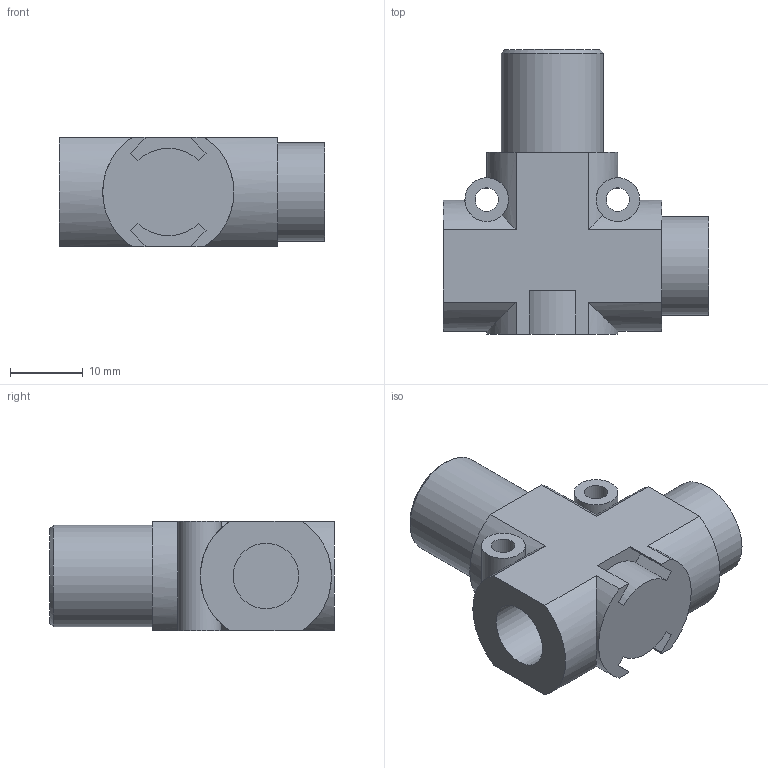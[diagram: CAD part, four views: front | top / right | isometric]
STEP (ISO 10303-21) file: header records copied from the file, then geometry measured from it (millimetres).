
FILE_DESCRIPTION( ( 'Unknown' ), '1' );
FILE_NAME( '551.131.F1.M1.XX.stp', 'Unknown', ( 'Unknown' ), ( 'Unknown' ), 'PSStep 17.0.49', 'Unknown', ' ' );
FILE_SCHEMA( ( 'AUTOMOTIVE_DESIGN { 1 0 10303 214 1 1 1 1 }' ) );
Length unit declared in the file: millimetre
Products named in the file (4): 551KF1; Assem1; #252
Assembly tree (3 placements, depth 3):
  Assem1
    #252
    551KF1
      551KF1
Bounding box: 36.5 x 39.1 x 15 mm (x, y, z)
Volume: 10755.3 mm3; surface area: 5828.5 mm2
Topology: 2 solids, 3 shells, 60 faces, 142 edges, 94 vertices
Faces by surface type: plane 33, cylinder 23, cone 4
Full cylindrical faces by diameter (mm): 3.2 x2, 4.134 x1, 5 x1, 6 x2, 8.566 x1, 9 x4, 13.5 x1, 14 x1
Entity records: 3230 total; most frequent: CARTESIAN_POINT 538, DIRECTION 292, ORIENTED_EDGE 238, PRESENTATION_STYLE_ASSIGNMENT 231, COLOUR_RGB 231, STYLED_ITEM 176, CURVE_STYLE 171, DRAUGHTING_PRE_DEFINED_CURVE_FONT 171
